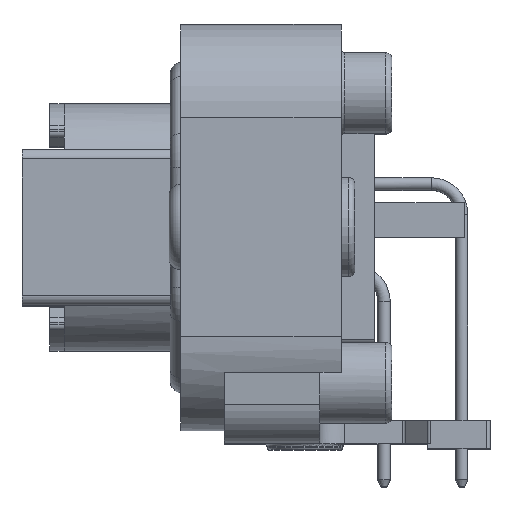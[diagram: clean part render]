
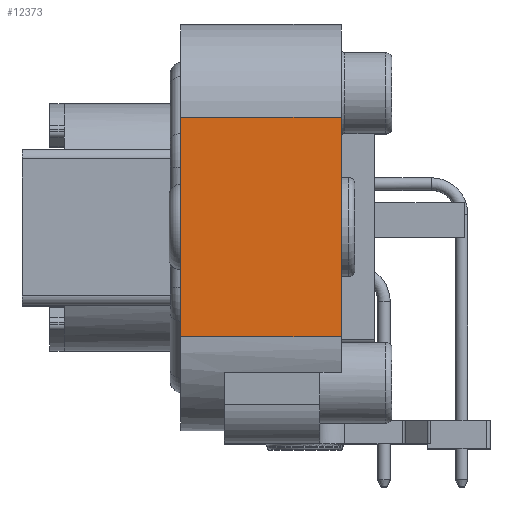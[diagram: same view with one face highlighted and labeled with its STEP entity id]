
A CAD part, top view. The second image highlights one B-rep face of the part: STEP entity #12373.
In plain terms, the highlighted planar face has unit normal (0, 0, 1).
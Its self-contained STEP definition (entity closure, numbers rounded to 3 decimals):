
#1403=ORIENTED_EDGE('',*,*,#3804,.F.);
#1404=ORIENTED_EDGE('',*,*,#3805,.T.);
#1405=ORIENTED_EDGE('',*,*,#3753,.T.);
#1406=ORIENTED_EDGE('',*,*,#3806,.F.);
#3753=EDGE_CURVE('',#4932,#4933,#5690,.T.);
#3804=EDGE_CURVE('',#4978,#4979,#5723,.T.);
#3805=EDGE_CURVE('',#4978,#4932,#5724,.T.);
#3806=EDGE_CURVE('',#4979,#4933,#5725,.T.);
#4932=VERTEX_POINT('',#17669);
#4933=VERTEX_POINT('',#17670);
#4978=VERTEX_POINT('',#17791);
#4979=VERTEX_POINT('',#17792);
#5690=LINE('',#17668,#6439);
#5723=LINE('',#17790,#6472);
#5724=LINE('',#17793,#6473);
#5725=LINE('',#17794,#6474);
#6439=VECTOR('',#14548,1000.);
#6472=VECTOR('',#14619,1000.);
#6473=VECTOR('',#14620,1000.);
#6474=VECTOR('',#14621,1000.);
#6930=EDGE_LOOP('',(#1403,#1404,#1405,#1406));
#7667=FACE_BOUND('',#6930,.T.);
#8372=PLANE('',#13054);
#12373=ADVANCED_FACE('',(#7667),#8372,.F.);
#13054=AXIS2_PLACEMENT_3D('',#17789,#14617,#14618);
#14548=DIRECTION('',(0.,-1.,0.));
#14617=DIRECTION('',(0.,0.,-1.));
#14618=DIRECTION('',(-1.,0.,0.));
#14619=DIRECTION('',(0.,-1.,0.));
#14620=DIRECTION('',(-1.,0.,0.));
#14621=DIRECTION('',(-1.,0.,0.));
#17668=CARTESIAN_POINT('',(0.,8.95,30.5));
#17669=CARTESIAN_POINT('',(0.,8.95,30.5));
#17670=CARTESIAN_POINT('',(0.,-8.95,30.5));
#17789=CARTESIAN_POINT('',(15.8,8.95,30.5));
#17790=CARTESIAN_POINT('',(13.1,8.95,30.5));
#17791=CARTESIAN_POINT('',(13.1,8.95,30.5));
#17792=CARTESIAN_POINT('',(13.1,-8.95,30.5));
#17793=CARTESIAN_POINT('',(15.8,8.95,30.5));
#17794=CARTESIAN_POINT('',(15.8,-8.95,30.5));
